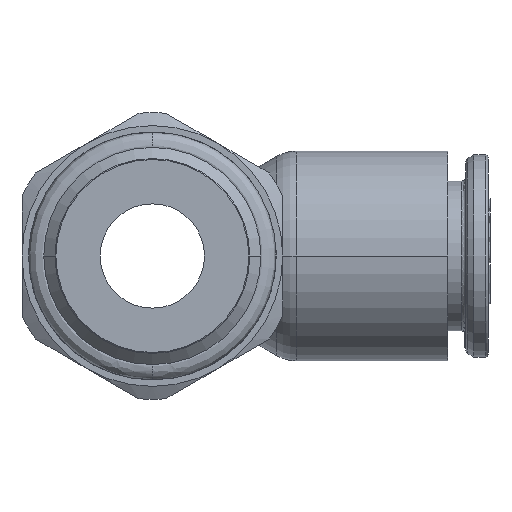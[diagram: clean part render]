
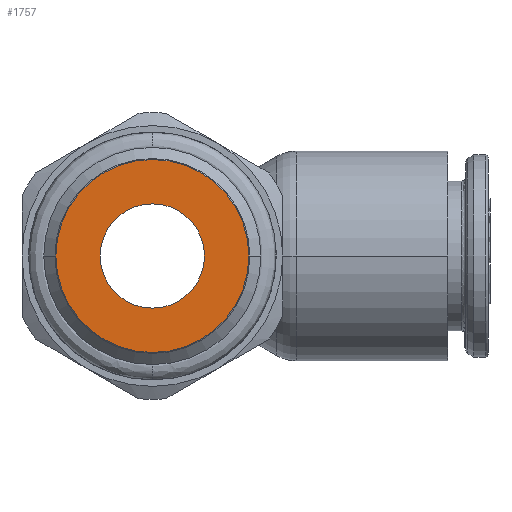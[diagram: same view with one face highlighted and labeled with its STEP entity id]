
A CAD part, left-side view. The second image highlights one B-rep face of the part: STEP entity #1757.
In plain terms, the highlighted planar face has unit normal (-1, 0, 0).
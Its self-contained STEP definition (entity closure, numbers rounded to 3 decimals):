
#1757=ADVANCED_FACE('',(#4754,#4755),#4756,.T.);
#4754=FACE_OUTER_BOUND('',#12628,.T.);
#4755=FACE_BOUND('',#12629,.T.);
#4756=PLANE('',#12630);
#12628=EDGE_LOOP('',(#23696,#23697));
#12629=EDGE_LOOP('',(#23698,#23699));
#12630=AXIS2_PLACEMENT_3D('',#23700,#23701,#23702);
#23696=ORIENTED_EDGE('',*,*,#27863,.F.);
#23697=ORIENTED_EDGE('',*,*,#27864,.F.);
#23698=ORIENTED_EDGE('',*,*,#27865,.F.);
#23699=ORIENTED_EDGE('',*,*,#27862,.F.);
#23700=CARTESIAN_POINT('',(-36.2,0.0,0.0));
#23701=DIRECTION('',(-1.0,0.0,0.0));
#23702=DIRECTION('',(0.0,0.0,-1.0));
#27862=EDGE_CURVE('',#33838,#33836,#33840,.T.);
#27863=EDGE_CURVE('',#33841,#33842,#33843,.T.);
#27864=EDGE_CURVE('',#33842,#33841,#33844,.T.);
#27865=EDGE_CURVE('',#33836,#33838,#33845,.T.);
#33836=VERTEX_POINT('',#46031);
#33838=VERTEX_POINT('',#46034);
#33840=CIRCLE('',#46037,4.0);
#33841=VERTEX_POINT('',#46038);
#33842=VERTEX_POINT('',#46039);
#33843=CIRCLE('',#46040,7.4);
#33844=CIRCLE('',#46041,7.4);
#33845=CIRCLE('',#46042,4.0);
#46031=CARTESIAN_POINT('',(-36.2,0.0,-4.0));
#46034=CARTESIAN_POINT('',(-36.2,0.0,4.0));
#46037=AXIS2_PLACEMENT_3D('',#51706,#51707,#51708);
#46038=CARTESIAN_POINT('',(-36.2,-7.4,0.0));
#46039=CARTESIAN_POINT('',(-36.2,7.4,0.0));
#46040=AXIS2_PLACEMENT_3D('',#51709,#51710,#51711);
#46041=AXIS2_PLACEMENT_3D('',#51712,#51713,#51714);
#46042=AXIS2_PLACEMENT_3D('',#51715,#51716,#51717);
#51706=CARTESIAN_POINT('',(-36.2,0.0,0.0));
#51707=DIRECTION('',(-1.0,0.0,0.0));
#51708=DIRECTION('',(0.0,0.0,1.0));
#51709=CARTESIAN_POINT('',(-36.2,0.0,0.0));
#51710=DIRECTION('',(1.0,0.0,0.0));
#51711=DIRECTION('',(0.0,-1.0,0.0));
#51712=CARTESIAN_POINT('',(-36.2,0.0,0.0));
#51713=DIRECTION('',(1.0,0.0,0.0));
#51714=DIRECTION('',(0.0,1.0,0.0));
#51715=CARTESIAN_POINT('',(-36.2,0.0,0.0));
#51716=DIRECTION('',(-1.0,0.0,0.0));
#51717=DIRECTION('',(0.0,0.0,-1.0));
